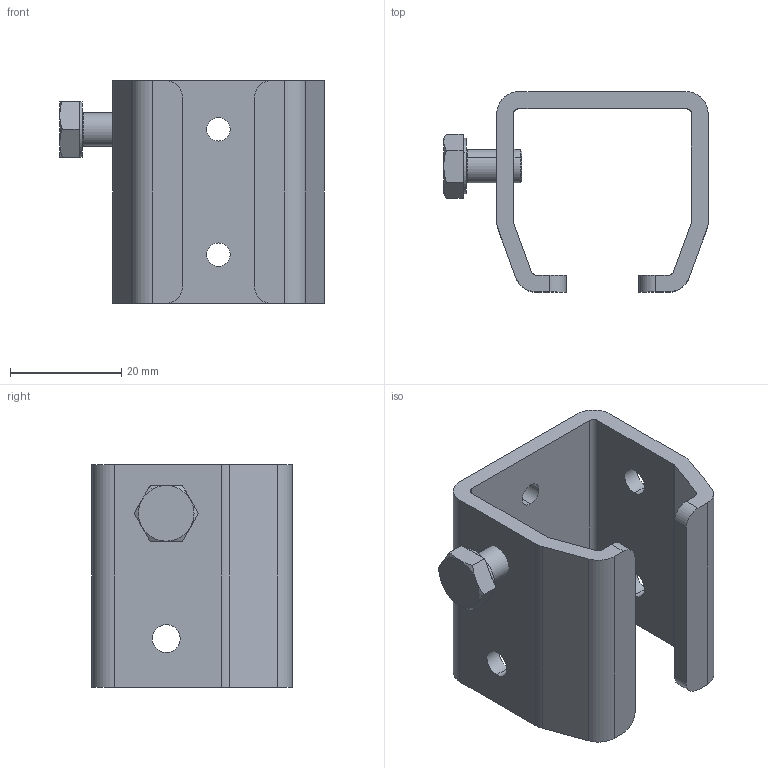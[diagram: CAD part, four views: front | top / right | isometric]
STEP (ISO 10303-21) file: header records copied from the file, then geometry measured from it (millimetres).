
FILE_DESCRIPTION (( 'STEP AP203' ), '1' );
FILE_NAME ('1.21.B00.STEP', '2019-05-29T10:56:41', ( '' ), ( '' ), 'SwSTEP 2.0', 'SolidWorks 2018', '' );
FILE_SCHEMA (( 'CONFIG_CONTROL_DESIGN' ));
Length unit declared in the file: millimetre
Products named in the file (1): 1.21.B00
Bounding box: 47.5 x 36 x 40 mm (x, y, z)
Volume: 13900.2 mm3; surface area: 10513.4 mm2
Topology: 2 solids, 2 shells, 76 faces, 196 edges, 125 vertices
Faces by surface type: plane 33, cylinder 32, cone 9, torus 2
Entity records: 2462 total; most frequent: CARTESIAN_POINT 458, DIRECTION 421, ORIENTED_EDGE 392, EDGE_CURVE 196, AXIS2_PLACEMENT_3D 160, VERTEX_POINT 125, LINE 101, VECTOR 101
